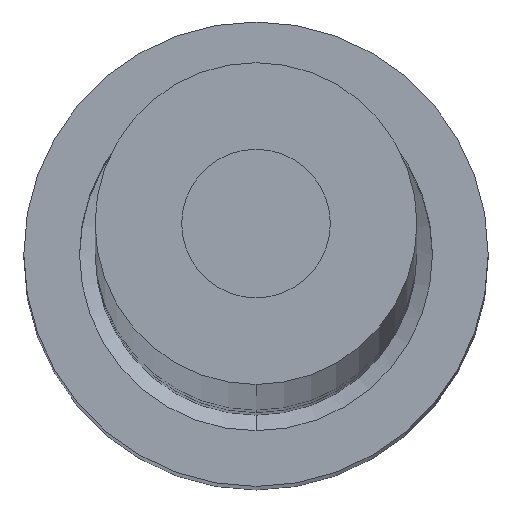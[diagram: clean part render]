
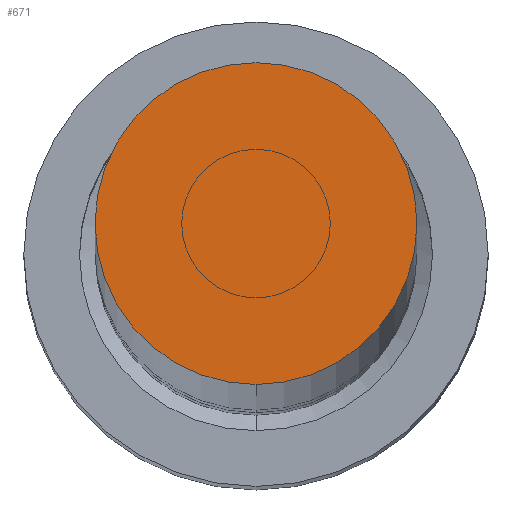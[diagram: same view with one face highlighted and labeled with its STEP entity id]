
A CAD part, top view. The second image highlights one B-rep face of the part: STEP entity #671.
In plain terms, the highlighted face is planar.
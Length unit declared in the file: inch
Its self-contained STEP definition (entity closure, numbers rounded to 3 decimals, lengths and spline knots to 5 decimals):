
#464=CARTESIAN_POINT('',(-120.,0.,0.));
#465=DIRECTION('',(-1.,0.,0.));
#466=DIRECTION('',(0.,-1.,0.));
#467=AXIS2_PLACEMENT_3D('',#464,#465,#466);
#469=CARTESIAN_POINT('',(-120.,0.,0.));
#470=DIRECTION('',(-1.,0.,0.));
#471=DIRECTION('',(0.,1.,0.));
#472=AXIS2_PLACEMENT_3D('',#469,#470,#471);
#486=CARTESIAN_POINT('',(-120.,-1.1,0.));
#487=CARTESIAN_POINT('',(-120.,1.1,0.));
#488=VERTEX_POINT('',#486);
#489=VERTEX_POINT('',#487);
#662=CARTESIAN_POINT('',(-120.,0.,0.));
#663=DIRECTION('',(-1.,0.,0.));
#664=DIRECTION('',(0.,-1.,0.));
#665=AXIS2_PLACEMENT_3D('',#662,#663,#664);
#666=PLANE('',#665);
#667=ORIENTED_EDGE('',*,*,#642,.F.);
#668=ORIENTED_EDGE('',*,*,#656,.F.);
#669=EDGE_LOOP('',(#667,#668));
#670=FACE_OUTER_BOUND('',#669,.F.);
#671=ADVANCED_FACE('',(#670),#666,.T.);
#468=CIRCLE('',#467,1.1);
#473=CIRCLE('',#472,1.1);
#642=EDGE_CURVE('',#488,#489,#468,.T.);
#656=EDGE_CURVE('',#489,#488,#473,.T.);
